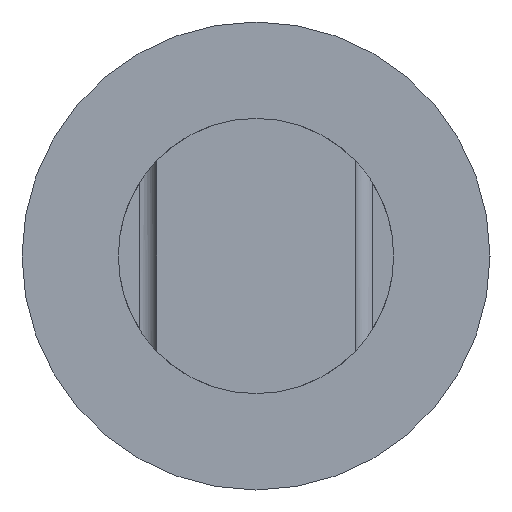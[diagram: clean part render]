
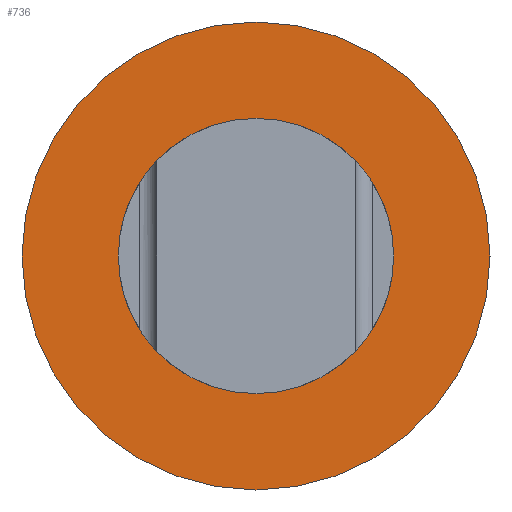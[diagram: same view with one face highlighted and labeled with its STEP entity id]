
A CAD part, left-side view. The second image highlights one B-rep face of the part: STEP entity #736.
In plain terms, the highlighted planar face has unit normal (-1, 0, 0).
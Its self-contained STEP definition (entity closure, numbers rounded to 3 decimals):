
#120=CARTESIAN_POINT('',(-49.9,0.,0.));
#121=DIRECTION('',(-1.,0.,0.));
#122=DIRECTION('',(0.,-1.,0.));
#123=AXIS2_PLACEMENT_3D('',#120,#121,#122);
#160=CARTESIAN_POINT('',(-49.9,0.,0.));
#161=DIRECTION('',(-1.,0.,0.));
#162=DIRECTION('',(0.,1.,0.));
#163=AXIS2_PLACEMENT_3D('',#160,#161,#162);
#253=CARTESIAN_POINT('',(-49.9,0.,0.));
#254=DIRECTION('',(-1.,0.,0.));
#255=DIRECTION('',(0.,0.,1.));
#256=AXIS2_PLACEMENT_3D('',#253,#254,#255);
#258=CARTESIAN_POINT('',(-49.9,0.,0.));
#259=DIRECTION('',(-1.,0.,0.));
#260=DIRECTION('',(0.,0.,-1.));
#261=AXIS2_PLACEMENT_3D('',#258,#259,#260);
#323=CARTESIAN_POINT('',(-49.9,0.,6.928));
#324=CARTESIAN_POINT('',(-49.9,0.,-6.928));
#325=VERTEX_POINT('',#323);
#326=VERTEX_POINT('',#324);
#331=CARTESIAN_POINT('',(-49.9,-4.075,0.));
#332=CARTESIAN_POINT('',(-49.9,4.075,0.));
#333=VERTEX_POINT('',#331);
#334=VERTEX_POINT('',#332);
#721=CARTESIAN_POINT('',(-49.9,0.,0.));
#722=DIRECTION('',(-1.,0.,0.));
#723=DIRECTION('',(0.,0.,1.));
#724=AXIS2_PLACEMENT_3D('',#721,#722,#723);
#725=PLANE('',#724);
#727=ORIENTED_EDGE('',*,*,#726,.F.);
#729=ORIENTED_EDGE('',*,*,#728,.F.);
#730=EDGE_LOOP('',(#727,#729));
#731=FACE_OUTER_BOUND('',#730,.F.);
#732=ORIENTED_EDGE('',*,*,#546,.T.);
#733=ORIENTED_EDGE('',*,*,#607,.T.);
#734=EDGE_LOOP('',(#732,#733));
#735=FACE_BOUND('',#734,.F.);
#736=ADVANCED_FACE('',(#731,#735),#725,.T.);
#124=CIRCLE('',#123,4.075);
#164=CIRCLE('',#163,4.075);
#257=CIRCLE('',#256,6.928);
#262=CIRCLE('',#261,6.928);
#546=EDGE_CURVE('',#333,#334,#124,.T.);
#607=EDGE_CURVE('',#334,#333,#164,.T.);
#726=EDGE_CURVE('',#325,#326,#257,.T.);
#728=EDGE_CURVE('',#326,#325,#262,.T.);
